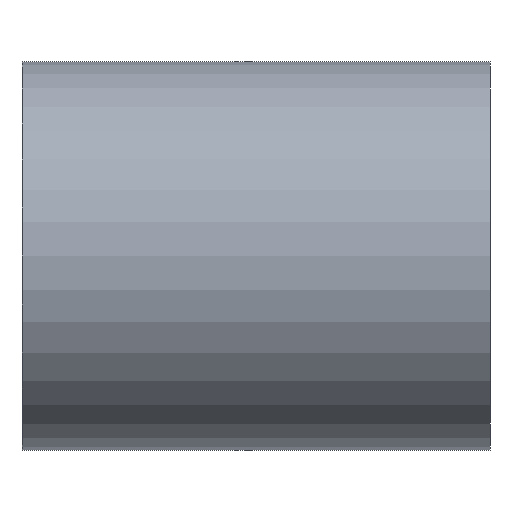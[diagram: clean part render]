
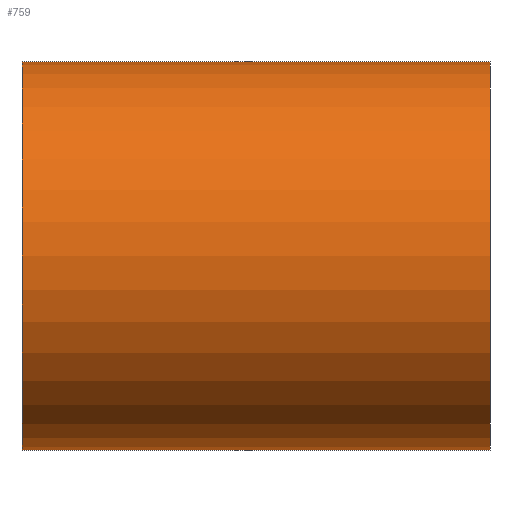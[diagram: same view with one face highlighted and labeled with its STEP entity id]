
A CAD part, left-side view. The second image highlights one B-rep face of the part: STEP entity #759.
In plain terms, the highlighted cylindrical face has radius 9.754 mm (diameter 19.507 mm), a partial arc.
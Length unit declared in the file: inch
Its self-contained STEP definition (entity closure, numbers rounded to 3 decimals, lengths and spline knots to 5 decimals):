
#12 = VERTEX_POINT ( 'NONE', #336 ) ;
#26 = LINE ( 'NONE', #444, #66 ) ;
#57 = CARTESIAN_POINT ( 'NONE',  ( 0., -0.46315, -0.384 ) ) ;
#62 = CARTESIAN_POINT ( 'NONE',  ( 0., 0.46315, 0. ) ) ;
#66 = VECTOR ( 'NONE', #927, 39.37008 ) ;
#68 = DIRECTION ( 'NONE',  ( 0., -1., 0. ) ) ;
#76 = CIRCLE ( 'NONE', #518, 0.384 ) ;
#148 = ORIENTED_EDGE ( 'NONE', *, *, #744, .F. ) ;
#152 = CARTESIAN_POINT ( 'NONE',  ( 0., -0.46315, 0. ) ) ;
#159 = CARTESIAN_POINT ( 'NONE',  ( 0., -0.46315, 0.384 ) ) ;
#170 = VERTEX_POINT ( 'NONE', #901 ) ;
#308 = FACE_OUTER_BOUND ( 'NONE', #337, .T. ) ;
#321 = DIRECTION ( 'NONE',  ( 0., 0., -1. ) ) ;
#336 = CARTESIAN_POINT ( 'NONE',  ( 0., 0.46315, 0.384 ) ) ;
#337 = EDGE_LOOP ( 'NONE', ( #880, #148, #702, #593 ) ) ;
#400 = EDGE_CURVE ( 'NONE', #725, #771, #716, .T. ) ;
#405 = LINE ( 'NONE', #960, #605 ) ;
#412 = DIRECTION ( 'NONE',  ( 0., 0., 1. ) ) ;
#444 = CARTESIAN_POINT ( 'NONE',  ( 0., 0.46315, -0.384 ) ) ;
#476 = EDGE_CURVE ( 'NONE', #12, #771, #405, .T. ) ;
#518 = AXIS2_PLACEMENT_3D ( 'NONE', #62, #1034, #792 ) ;
#552 = CYLINDRICAL_SURFACE ( 'NONE', #935, 0.384 ) ;
#593 = ORIENTED_EDGE ( 'NONE', *, *, #400, .T. ) ;
#605 = VECTOR ( 'NONE', #1039, 39.37008 ) ;
#702 = ORIENTED_EDGE ( 'NONE', *, *, #981, .T. ) ;
#716 = CIRCLE ( 'NONE', #770, 0.384 ) ;
#725 = VERTEX_POINT ( 'NONE', #57 ) ;
#744 = EDGE_CURVE ( 'NONE', #170, #12, #76, .T. ) ;
#759 = ADVANCED_FACE ( 'NONE', ( #308 ), #552, .T. ) ;
#770 = AXIS2_PLACEMENT_3D ( 'NONE', #152, #808, #412 ) ;
#771 = VERTEX_POINT ( 'NONE', #159 ) ;
#792 = DIRECTION ( 'NONE',  ( 0., 0., 1. ) ) ;
#808 = DIRECTION ( 'NONE',  ( 0., 1., 0. ) ) ;
#870 = CARTESIAN_POINT ( 'NONE',  ( 0., 0.46315, 0. ) ) ;
#880 = ORIENTED_EDGE ( 'NONE', *, *, #476, .F. ) ;
#901 = CARTESIAN_POINT ( 'NONE',  ( 0., 0.46315, -0.384 ) ) ;
#927 = DIRECTION ( 'NONE',  ( 0., -1., 0. ) ) ;
#935 = AXIS2_PLACEMENT_3D ( 'NONE', #870, #68, #321 ) ;
#960 = CARTESIAN_POINT ( 'NONE',  ( 0., 0.46315, 0.384 ) ) ;
#981 = EDGE_CURVE ( 'NONE', #170, #725, #26, .T. ) ;
#1034 = DIRECTION ( 'NONE',  ( 0., 1., 0. ) ) ;
#1039 = DIRECTION ( 'NONE',  ( 0., -1., 0. ) ) ;
